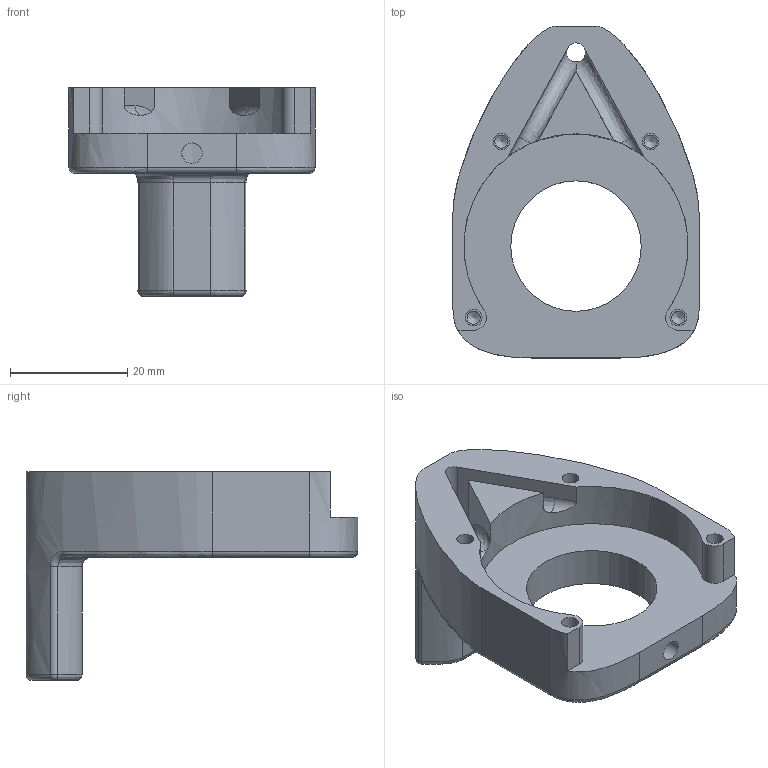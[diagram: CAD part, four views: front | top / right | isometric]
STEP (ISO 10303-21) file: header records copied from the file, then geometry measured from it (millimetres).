
FILE_DESCRIPTION (( 'STEP AP214' ), '1' );
FILE_NAME ('ShifterBase-V2.STEP', '2016-01-27T03:21:57', ( '' ), ( '' ), 'SwSTEP 2.0', 'SolidWorks 2016', '' );
FILE_SCHEMA (( 'AUTOMOTIVE_DESIGN' ));
Length unit declared in the file: inch
Products named in the file (1): ShifterBase-V2
Bounding box: 41.91 x 56.52 x 35.56 mm (x, y, z)
Volume: 17660.9 mm3; surface area: 8611.1 mm2
Topology: 1 solids, 1 shells, 74 faces, 180 edges, 112 vertices
Faces by surface type: cylinder 26, plane 21, bspline 20, cone 5, sphere 2
Full cylindrical faces by diameter (mm): 2.261 x4, 2.845 x4, 3.505 x1, 5 x1, 6 x1, 22.225 x1
Entity records: 3432 total; most frequent: CARTESIAN_POINT 1914, ORIENTED_EDGE 316, DIRECTION 263, EDGE_CURVE 158, VERTEX_POINT 107, AXIS2_PLACEMENT_3D 107, EDGE_LOOP 101, FACE_OUTER_BOUND 86
